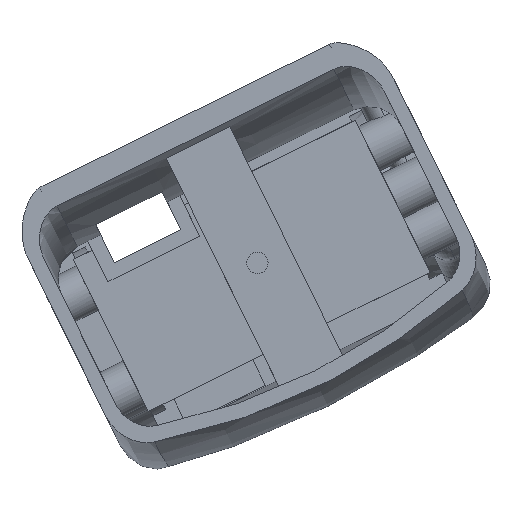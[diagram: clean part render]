
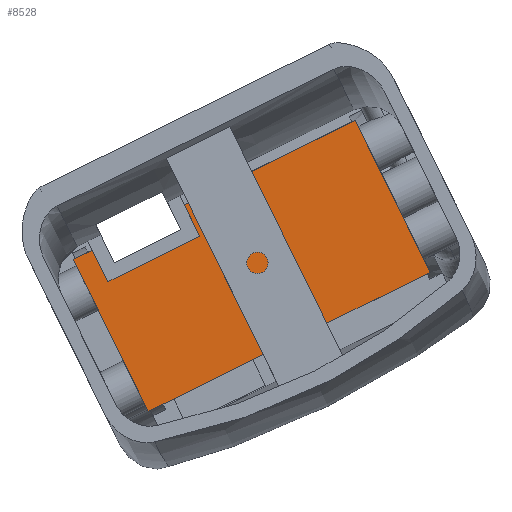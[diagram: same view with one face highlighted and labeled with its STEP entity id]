
A CAD part, left-side view. The second image highlights one B-rep face of the part: STEP entity #8528.
In plain terms, the highlighted planar face has unit normal (-1, 0, 0).
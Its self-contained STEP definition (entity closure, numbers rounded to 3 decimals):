
#3 = VECTOR ( 'NONE', #5064, 1000. ) ;
#51 = CARTESIAN_POINT ( 'NONE',  ( -75., 2.627, 5.319 ) ) ;
#100 = LINE ( 'NONE', #368, #7600 ) ;
#116 = DIRECTION ( 'NONE',  ( 0., 0.443, 0.897 ) ) ;
#119 = EDGE_CURVE ( 'NONE', #7817, #7722, #9260, .T. ) ;
#145 = VECTOR ( 'NONE', #1052, 1000. ) ;
#254 = VECTOR ( 'NONE', #1439, 1000. ) ;
#266 = CARTESIAN_POINT ( 'NONE',  ( -75., 5.613, 30.611 ) ) ;
#343 = VERTEX_POINT ( 'NONE', #1466 ) ;
#368 = CARTESIAN_POINT ( 'NONE',  ( -75., 29.57, -14.602 ) ) ;
#427 = LINE ( 'NONE', #4774, #145 ) ;
#440 = VERTEX_POINT ( 'NONE', #266 ) ;
#526 = LINE ( 'NONE', #51, #6309 ) ;
#763 = CARTESIAN_POINT ( 'NONE',  ( -75., 0., 0. ) ) ;
#1052 = DIRECTION ( 'NONE',  ( 0., -0.897, 0.443 ) ) ;
#1125 = LINE ( 'NONE', #6036, #4928 ) ;
#1194 = EDGE_CURVE ( 'NONE', #343, #6665, #4333, .T. ) ;
#1353 = VECTOR ( 'NONE', #9022, 1000. ) ;
#1439 = DIRECTION ( 'NONE',  ( 0., 0.443, 0.897 ) ) ;
#1449 = FACE_OUTER_BOUND ( 'NONE', #7316, .T. ) ;
#1466 = CARTESIAN_POINT ( 'NONE',  ( -75., 27.608, 14.173 ) ) ;
#1532 = DIRECTION ( 'NONE',  ( -1., 0., 0. ) ) ;
#1556 = CARTESIAN_POINT ( 'NONE',  ( -75., 16.569, -8.182 ) ) ;
#1729 = ORIENTED_EDGE ( 'NONE', *, *, #7549, .F. ) ;
#1735 = ORIENTED_EDGE ( 'NONE', *, *, #119, .F. ) ;
#1750 = ORIENTED_EDGE ( 'NONE', *, *, #4603, .F. ) ;
#1802 = ORIENTED_EDGE ( 'NONE', *, *, #6083, .F. ) ;
#1932 = ORIENTED_EDGE ( 'NONE', *, *, #3817, .F. ) ;
#1997 = CARTESIAN_POINT ( 'NONE',  ( -75., -5.013, 9.092 ) ) ;
#2035 = DIRECTION ( 'NONE',  ( 0., -0.897, 0.443 ) ) ;
#2570 = DIRECTION ( 'NONE',  ( 0., -0.443, -0.897 ) ) ;
#2989 = EDGE_CURVE ( 'NONE', #6665, #440, #4944, .T. ) ;
#3129 = DIRECTION ( 'NONE',  ( 0., 0.897, -0.443 ) ) ;
#3147 = ORIENTED_EDGE ( 'NONE', *, *, #6257, .F. ) ;
#3161 = ORIENTED_EDGE ( 'NONE', *, *, #2989, .F. ) ;
#3253 = ORIENTED_EDGE ( 'NONE', *, *, #1194, .F. ) ;
#3817 = EDGE_CURVE ( 'NONE', #5765, #343, #427, .T. ) ;
#3840 = AXIS2_PLACEMENT_3D ( 'NONE', #763, #1532, #6777 ) ;
#4333 = LINE ( 'NONE', #1556, #254 ) ;
#4405 = CARTESIAN_POINT ( 'NONE',  ( -75., 45.513, 10.908 ) ) ;
#4603 = EDGE_CURVE ( 'NONE', #6254, #7817, #1125, .T. ) ;
#4774 = CARTESIAN_POINT ( 'NONE',  ( -75., 11.04, 22.355 ) ) ;
#4850 = CARTESIAN_POINT ( 'NONE',  ( -75., 34.887, -10.611 ) ) ;
#4928 = VECTOR ( 'NONE', #116, 1000. ) ;
#4944 = LINE ( 'NONE', #7240, #6901 ) ;
#5064 = DIRECTION ( 'NONE',  ( 0., -0.897, 0.443 ) ) ;
#5067 = CARTESIAN_POINT ( 'NONE',  ( -75., 13.254, 26.838 ) ) ;
#5765 = VERTEX_POINT ( 'NONE', #7944 ) ;
#6036 = CARTESIAN_POINT ( 'NONE',  ( -75., 32.26, -15.931 ) ) ;
#6083 = EDGE_CURVE ( 'NONE', #6440, #6254, #526, .T. ) ;
#6254 = VERTEX_POINT ( 'NONE', #4850 ) ;
#6257 = EDGE_CURVE ( 'NONE', #440, #6440, #7296, .T. ) ;
#6309 = VECTOR ( 'NONE', #3129, 1000. ) ;
#6350 = CARTESIAN_POINT ( 'NONE',  ( -75., -7.64, 3.773 ) ) ;
#6440 = VERTEX_POINT ( 'NONE', #1997 ) ;
#6665 = VERTEX_POINT ( 'NONE', #8738 ) ;
#6777 = DIRECTION ( 'NONE',  ( 0., 0., 1. ) ) ;
#6901 = VECTOR ( 'NONE', #2035, 1000. ) ;
#7240 = CARTESIAN_POINT ( 'NONE',  ( -75., 13.254, 26.838 ) ) ;
#7264 = CARTESIAN_POINT ( 'NONE',  ( -75., 42.823, 12.236 ) ) ;
#7296 = LINE ( 'NONE', #6350, #1353 ) ;
#7316 = EDGE_LOOP ( 'NONE', ( #1932, #1729, #1735, #1750, #1802, #3147, #3161, #3253 ) ) ;
#7549 = EDGE_CURVE ( 'NONE', #7722, #5765, #100, .T. ) ;
#7600 = VECTOR ( 'NONE', #2570, 1000. ) ;
#7722 = VERTEX_POINT ( 'NONE', #7264 ) ;
#7817 = VERTEX_POINT ( 'NONE', #4405 ) ;
#7944 = CARTESIAN_POINT ( 'NONE',  ( -75., 40.61, 7.753 ) ) ;
#8528 = ADVANCED_FACE ( 'NONE', ( #1449 ), #9405, .T. ) ;
#8738 = CARTESIAN_POINT ( 'NONE',  ( -75., 29.822, 18.656 ) ) ;
#9022 = DIRECTION ( 'NONE',  ( 0., -0.443, -0.897 ) ) ;
#9260 = LINE ( 'NONE', #5067, #3 ) ;
#9405 = PLANE ( 'NONE',  #3840 ) ;
